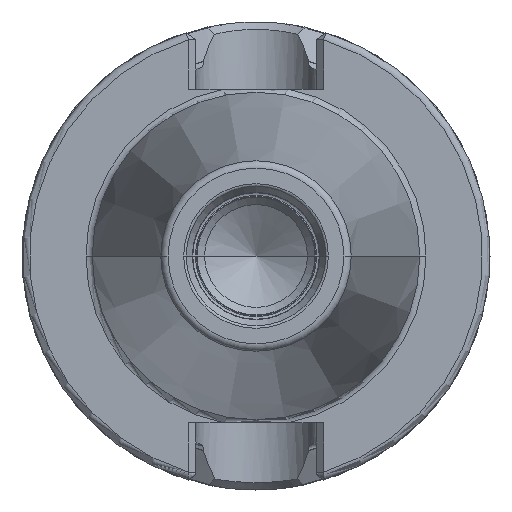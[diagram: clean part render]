
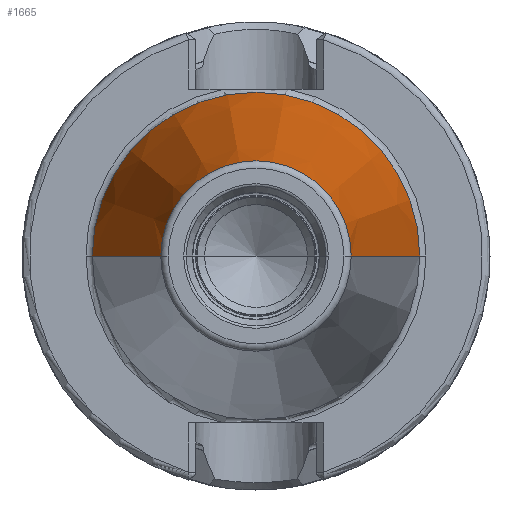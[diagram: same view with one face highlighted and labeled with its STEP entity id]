
A CAD part, left-side view. The second image highlights one B-rep face of the part: STEP entity #1665.
In plain terms, the highlighted conical face has half-angle 8.298 degrees and reference radius 17.426 mm.
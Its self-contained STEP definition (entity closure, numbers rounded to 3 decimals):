
#37=CARTESIAN_POINT('',(-64.544,0.,0.));
#38=DIRECTION('',(1.,0.,0.));
#39=DIRECTION('',(0.,1.,0.));
#40=AXIS2_PLACEMENT_3D('',#37,#38,#39);
#42=CARTESIAN_POINT('',(-1.267,0.,0.));
#43=DIRECTION('',(1.,0.,0.));
#44=DIRECTION('',(0.,1.,0.));
#45=AXIS2_PLACEMENT_3D('',#42,#43,#44);
#47=DIRECTION('',(-0.99,-0.144,0.));
#48=VECTOR('',#47,63.947);
#49=CARTESIAN_POINT('',(-1.267,22.04,0.));
#50=LINE('',#49,#48);
#51=DIRECTION('',(-0.99,0.144,0.));
#52=VECTOR('',#51,63.947);
#53=CARTESIAN_POINT('',(-1.267,-22.04,0.));
#54=LINE('',#53,#52);
#1322=CARTESIAN_POINT('',(-64.544,12.812,0.));
#1324=VERTEX_POINT('',#1322);
#1326=CARTESIAN_POINT('',(-64.544,-12.812,0.));
#1328=VERTEX_POINT('',#1326);
#1541=CARTESIAN_POINT('',(-1.267,22.04,0.));
#1542=VERTEX_POINT('',#1541);
#1543=CARTESIAN_POINT('',(-1.267,-22.04,0.));
#1544=VERTEX_POINT('',#1543);
#1651=CARTESIAN_POINT('',(-32.906,0.,0.));
#1652=DIRECTION('',(1.,0.,0.));
#1653=DIRECTION('',(0.,-1.,0.));
#1654=AXIS2_PLACEMENT_3D('',#1651,#1652,#1653);
#1655=CONICAL_SURFACE('',#1654,17.426,8.298);
#1657=ORIENTED_EDGE('',*,*,#1656,.F.);
#1659=ORIENTED_EDGE('',*,*,#1658,.T.);
#1661=ORIENTED_EDGE('',*,*,#1660,.T.);
#1662=ORIENTED_EDGE('',*,*,#1644,.F.);
#1663=EDGE_LOOP('',(#1657,#1659,#1661,#1662));
#1664=FACE_OUTER_BOUND('',#1663,.F.);
#1665=ADVANCED_FACE('',(#1664),#1655,.T.);
#41=CIRCLE('',#40,12.812);
#46=CIRCLE('',#45,22.04);
#1644=EDGE_CURVE('',#1324,#1328,#41,.T.);
#1656=EDGE_CURVE('',#1542,#1324,#50,.T.);
#1658=EDGE_CURVE('',#1542,#1544,#46,.T.);
#1660=EDGE_CURVE('',#1544,#1328,#54,.T.);
